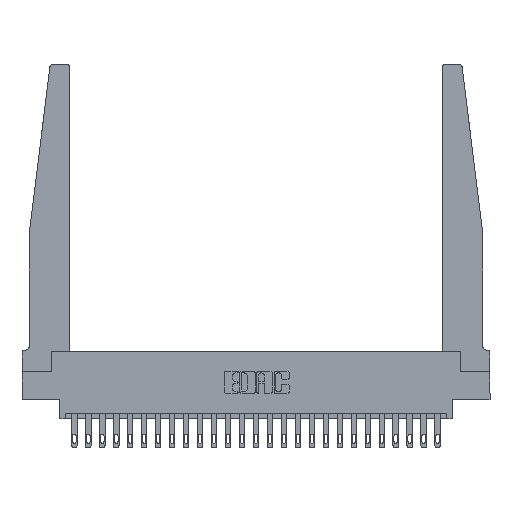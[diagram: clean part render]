
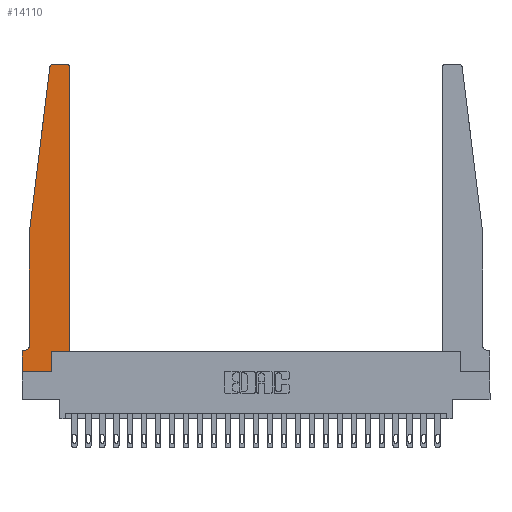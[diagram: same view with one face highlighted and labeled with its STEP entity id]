
A CAD part, top view. The second image highlights one B-rep face of the part: STEP entity #14110.
In plain terms, the highlighted planar face has unit normal (0, 0, 1).
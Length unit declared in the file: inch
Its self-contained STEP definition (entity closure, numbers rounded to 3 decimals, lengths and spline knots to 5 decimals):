
#195 = EDGE_CURVE ( 'NONE', #15758, #2541, #5788, .T. ) ;
#717 = DIRECTION ( 'NONE',  ( 0., -1., 0. ) ) ;
#833 = VERTEX_POINT ( 'NONE', #18124 ) ;
#1078 = LINE ( 'NONE', #10814, #24590 ) ;
#2300 = VERTEX_POINT ( 'NONE', #21313 ) ;
#2541 = VERTEX_POINT ( 'NONE', #12990 ) ;
#2558 = VECTOR ( 'NONE', #717, 39.37008 ) ;
#2600 = CARTESIAN_POINT ( 'NONE',  ( 0., 0.1875, 0.37 ) ) ;
#2701 = EDGE_CURVE ( 'NONE', #21206, #7751, #4860, .T. ) ;
#2815 = EDGE_CURVE ( 'NONE', #7751, #11256, #1078, .T. ) ;
#2866 = ORIENTED_EDGE ( 'NONE', *, *, #4122, .T. ) ;
#3131 = EDGE_CURVE ( 'NONE', #11256, #833, #11927, .T. ) ;
#3556 = DIRECTION ( 'NONE',  ( -0.122, -0.992, 0. ) ) ;
#4122 = EDGE_CURVE ( 'NONE', #18305, #2300, #24045, .T. ) ;
#4346 = VECTOR ( 'NONE', #10031, 39.37008 ) ;
#4367 = ORIENTED_EDGE ( 'NONE', *, *, #5777, .T. ) ;
#4435 = CARTESIAN_POINT ( 'NONE',  ( 0.24675, 2.72367, 0.37 ) ) ;
#4860 = CIRCLE ( 'NONE', #11323, 0.05 ) ;
#4893 = DIRECTION ( 'NONE',  ( 1., 0., 0. ) ) ;
#5079 = CARTESIAN_POINT ( 'NONE',  ( 0.2605, 0.18, 0.37 ) ) ;
#5122 = CARTESIAN_POINT ( 'NONE',  ( 0.425, 0.18, 0.37 ) ) ;
#5245 = CARTESIAN_POINT ( 'NONE',  ( 0.065, 1.25, 0.37 ) ) ;
#5422 = CARTESIAN_POINT ( 'NONE',  ( 0.25, 2.75, 0.37 ) ) ;
#5433 = CARTESIAN_POINT ( 'NONE',  ( 0.2605, 0.18, 0.37 ) ) ;
#5554 = LINE ( 'NONE', #5433, #9669 ) ;
#5777 = EDGE_CURVE ( 'NONE', #2300, #15758, #12584, .T. ) ;
#5788 = LINE ( 'NONE', #5422, #11190 ) ;
#6172 = LINE ( 'NONE', #15315, #24306 ) ;
#6277 = ORIENTED_EDGE ( 'NONE', *, *, #3131, .T. ) ;
#6755 = DIRECTION ( 'NONE',  ( 0., 1., 0. ) ) ;
#6774 = VERTEX_POINT ( 'NONE', #5079 ) ;
#7483 = CARTESIAN_POINT ( 'NONE',  ( 0.065, 1.25, 0.37 ) ) ;
#7603 = ORIENTED_EDGE ( 'NONE', *, *, #23376, .T. ) ;
#7751 = VERTEX_POINT ( 'NONE', #14449 ) ;
#8021 = DIRECTION ( 'NONE',  ( 0., 0., -1. ) ) ;
#8064 = EDGE_CURVE ( 'NONE', #6774, #18305, #6172, .T. ) ;
#8139 = LINE ( 'NONE', #7483, #21287 ) ;
#8613 = EDGE_CURVE ( 'NONE', #17542, #21206, #14512, .T. ) ;
#8624 = ORIENTED_EDGE ( 'NONE', *, *, #19702, .T. ) ;
#8941 = ORIENTED_EDGE ( 'NONE', *, *, #8064, .T. ) ;
#9406 = AXIS2_PLACEMENT_3D ( 'NONE', #18001, #16119, #13984 ) ;
#9669 = VECTOR ( 'NONE', #20954, 39.37008 ) ;
#10031 = DIRECTION ( 'NONE',  ( 0., -1., 0. ) ) ;
#10063 = CARTESIAN_POINT ( 'NONE',  ( 0.015, 0.2375, 0.37 ) ) ;
#10814 = CARTESIAN_POINT ( 'NONE',  ( 0.065, 0.1875, 0.37 ) ) ;
#10968 = CARTESIAN_POINT ( 'NONE',  ( 0.2605, 0., 0.37 ) ) ;
#11190 = VECTOR ( 'NONE', #24830, 39.37008 ) ;
#11256 = VERTEX_POINT ( 'NONE', #2600 ) ;
#11323 = AXIS2_PLACEMENT_3D ( 'NONE', #10063, #8021, #15745 ) ;
#11927 = LINE ( 'NONE', #19351, #4346 ) ;
#12584 = CIRCLE ( 'NONE', #18652, 0.03 ) ;
#12990 = CARTESIAN_POINT ( 'NONE',  ( 0.27653, 2.75, 0.37 ) ) ;
#13316 = VERTEX_POINT ( 'NONE', #4435 ) ;
#13984 = DIRECTION ( 'NONE',  ( 1., 0., 0. ) ) ;
#14110 = ADVANCED_FACE ( 'NONE', ( #15398 ), #19884, .T. ) ;
#14234 = DIRECTION ( 'NONE',  ( -1., 0., 0. ) ) ;
#14449 = CARTESIAN_POINT ( 'NONE',  ( 0.015, 0.1875, 0.37 ) ) ;
#14512 = LINE ( 'NONE', #21673, #2558 ) ;
#14874 = VECTOR ( 'NONE', #4893, 39.37008 ) ;
#15004 = VECTOR ( 'NONE', #6755, 39.37008 ) ;
#15315 = CARTESIAN_POINT ( 'NONE',  ( 0.425, 0.18, 0.37 ) ) ;
#15359 = EDGE_CURVE ( 'NONE', #2541, #13316, #22725, .T. ) ;
#15398 = FACE_OUTER_BOUND ( 'NONE', #20795, .T. ) ;
#15745 = DIRECTION ( 'NONE',  ( -1., 0., 0. ) ) ;
#15758 = VERTEX_POINT ( 'NONE', #19237 ) ;
#16119 = DIRECTION ( 'NONE',  ( 0., 0., 1. ) ) ;
#16225 = CARTESIAN_POINT ( 'NONE',  ( 0.395, 2.72, 0.37 ) ) ;
#17220 = ORIENTED_EDGE ( 'NONE', *, *, #15359, .T. ) ;
#17451 = ORIENTED_EDGE ( 'NONE', *, *, #195, .T. ) ;
#17542 = VERTEX_POINT ( 'NONE', #5245 ) ;
#17636 = ORIENTED_EDGE ( 'NONE', *, *, #2815, .T. ) ;
#17915 = CARTESIAN_POINT ( 'NONE',  ( 0.27653, 2.72, 0.37 ) ) ;
#18001 = CARTESIAN_POINT ( 'NONE',  ( 0., 0.1875, 0.37 ) ) ;
#18124 = CARTESIAN_POINT ( 'NONE',  ( 0., 0., 0.37 ) ) ;
#18305 = VERTEX_POINT ( 'NONE', #24201 ) ;
#18652 = AXIS2_PLACEMENT_3D ( 'NONE', #16225, #24256, #22386 ) ;
#19237 = CARTESIAN_POINT ( 'NONE',  ( 0.395, 2.75, 0.37 ) ) ;
#19351 = CARTESIAN_POINT ( 'NONE',  ( 0., 0., 0.37 ) ) ;
#19360 = VERTEX_POINT ( 'NONE', #10968 ) ;
#19385 = EDGE_CURVE ( 'NONE', #833, #19360, #22311, .T. ) ;
#19555 = DIRECTION ( 'NONE',  ( 1., 0., 0. ) ) ;
#19648 = ORIENTED_EDGE ( 'NONE', *, *, #8613, .T. ) ;
#19702 = EDGE_CURVE ( 'NONE', #13316, #17542, #8139, .T. ) ;
#19884 = PLANE ( 'NONE',  #9406 ) ;
#20300 = CARTESIAN_POINT ( 'NONE',  ( 0., 0., 0.37 ) ) ;
#20795 = EDGE_LOOP ( 'NONE', ( #17451, #17220, #8624, #19648, #22562, #17636, #6277, #24361, #7603, #8941, #2866, #4367 ) ) ;
#20954 = DIRECTION ( 'NONE',  ( 0., 1., 0. ) ) ;
#21206 = VERTEX_POINT ( 'NONE', #22531 ) ;
#21287 = VECTOR ( 'NONE', #3556, 39.37008 ) ;
#21313 = CARTESIAN_POINT ( 'NONE',  ( 0.425, 2.72, 0.37 ) ) ;
#21320 = DIRECTION ( 'NONE',  ( 0., 0., 1. ) ) ;
#21673 = CARTESIAN_POINT ( 'NONE',  ( 0.065, 1.25, 0.37 ) ) ;
#22311 = LINE ( 'NONE', #20300, #14874 ) ;
#22319 = AXIS2_PLACEMENT_3D ( 'NONE', #17915, #21320, #19555 ) ;
#22386 = DIRECTION ( 'NONE',  ( 1., 0., 0. ) ) ;
#22531 = CARTESIAN_POINT ( 'NONE',  ( 0.065, 0.2375, 0.37 ) ) ;
#22562 = ORIENTED_EDGE ( 'NONE', *, *, #2701, .T. ) ;
#22725 = CIRCLE ( 'NONE', #22319, 0.03 ) ;
#22967 = DIRECTION ( 'NONE',  ( 1., 0., 0. ) ) ;
#23376 = EDGE_CURVE ( 'NONE', #19360, #6774, #5554, .T. ) ;
#24045 = LINE ( 'NONE', #5122, #15004 ) ;
#24201 = CARTESIAN_POINT ( 'NONE',  ( 0.425, 0.18, 0.37 ) ) ;
#24256 = DIRECTION ( 'NONE',  ( 0., 0., 1. ) ) ;
#24306 = VECTOR ( 'NONE', #22967, 39.37008 ) ;
#24361 = ORIENTED_EDGE ( 'NONE', *, *, #19385, .T. ) ;
#24590 = VECTOR ( 'NONE', #14234, 39.37008 ) ;
#24830 = DIRECTION ( 'NONE',  ( -1., 0., 0. ) ) ;
